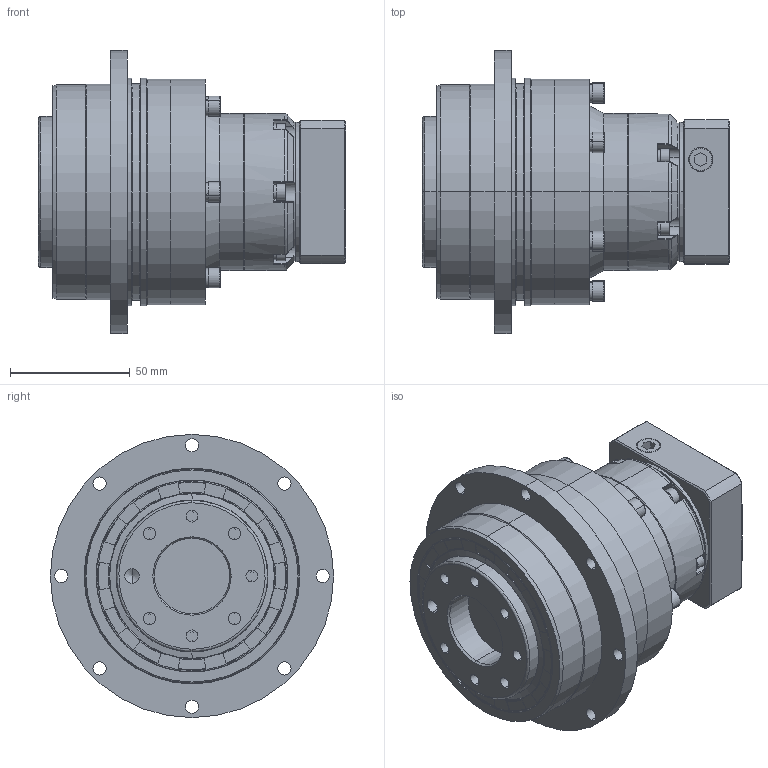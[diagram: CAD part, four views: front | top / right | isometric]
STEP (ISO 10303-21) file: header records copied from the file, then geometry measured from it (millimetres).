
FILE_DESCRIPTION (( 'STEP AP203' ), '1' );
FILE_NAME ('FAD090D-L2-14-50-70-M4-34.STEP', '2021-05-04T09:11:21', ( '微软用户' ), ( '微软中国' ), 'SwSTEP 2.0', 'SolidWorks 2016', '' );
FILE_SCHEMA (( 'CONFIG_CONTROL_DESIGN' ));
Length unit declared in the file: millimetre
Products named in the file (12): 输入太阳齿轮060D-14; 坶踡遠18-37-12(1); M5-12樓粟菜; M4-10樓粟菜_1; 蚐猾63807; 楊擘耜謂蹟佪M10; 一级内齿圈壳体FAD060D; 11-镂空输入法兰FAB060D-50-70-M4; 输出内齿圈壳体FAD090D; FAD090D-L2-14-50-70-M4-34; 怀堤俴陎殤FAD090D; 3-输入端壳体FAD064D
Assembly tree (25 placements, depth 2):
  FAD090D-L2-14-50-70-M4-34
    蚐猾63807
    一级内齿圈壳体FAD060D
    输出内齿圈壳体FAD090D
    怀堤俴陎殤FAD090D
    3-输入端壳体FAD064D
    输入太阳齿轮060D-14
    坶踡遠18-37-12(1)
    M5-12樓粟菜  x6
    M4-10樓粟菜_1  x10
    楊擘耜謂蹟佪M10
    11-镂空输入法兰FAB060D-50-70-M4
Bounding box: 128 x 118 x 118 mm (x, y, z)
Volume: 717581.1 mm3; surface area: 138307 mm2
Topology: 10 solids, 43 shells, 1390 faces, 3359 edges, 2060 vertices
Faces by surface type: cylinder 501, plane 402, cone 246, torus 122, bspline 119
Entity records: 37025 total; most frequent: CARTESIAN_POINT 12759, DIRECTION 4955, ORIENTED_EDGE 4595, EDGE_CURVE 2304, AXIS2_PLACEMENT_3D 2044, VERTEX_POINT 1427, CIRCLE 1126, EDGE_LOOP 1115
